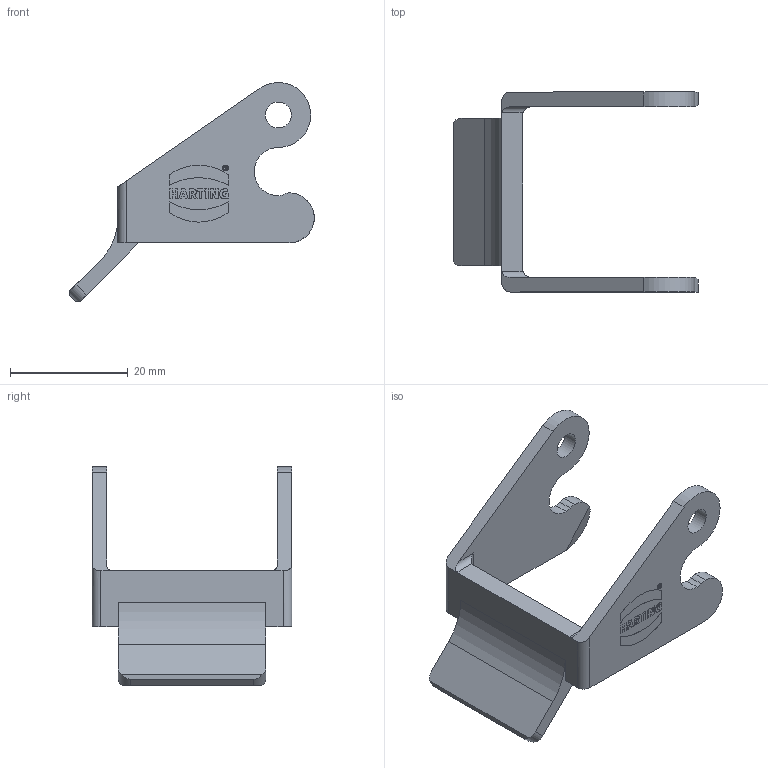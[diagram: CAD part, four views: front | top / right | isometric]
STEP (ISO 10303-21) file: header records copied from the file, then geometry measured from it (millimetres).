
FILE_DESCRIPTION(/* description */ (''),/* implementation_level */ '2;1');
FILE_NAME(/* name */ '100095133ugm000_b.stp',/* time_stamp */ '2016-12-09T14:12:54+01:00',/* author */ (''),/* organization */ (''),/* preprocessor_version */ 'ST-DEVELOPER v16',/* originating_system */ 'SIEMENS PLM Software NX 10.0',/* authorisation */ '');
FILE_SCHEMA (('AUTOMOTIVE_DESIGN { 1 0 10303 214 3 1 1 1 }'));
Length unit declared in the file: millimetre
Products named in the file (1): 100095133ugm000_b
Bounding box: 41.47 x 33.9 x 37.08 mm (x, y, z)
Volume: 4642.1 mm3; surface area: 4233.4 mm2
Topology: 1 solids, 1 shells, 139 faces, 362 edges, 241 vertices
Faces by surface type: plane 104, cylinder 29, extrusion 6
Full cylindrical faces by diameter (mm): 0.671 x1, 0.984 x1, 4.4 x2
Entity records: 5753 total; most frequent: CARTESIAN_POINT 1316, ORIENTED_EDGE 716, DIRECTION 662, EDGE_CURVE 358, VECTOR 286, LINE 280, VERTEX_POINT 240, AXIS2_PLACEMENT_3D 188
